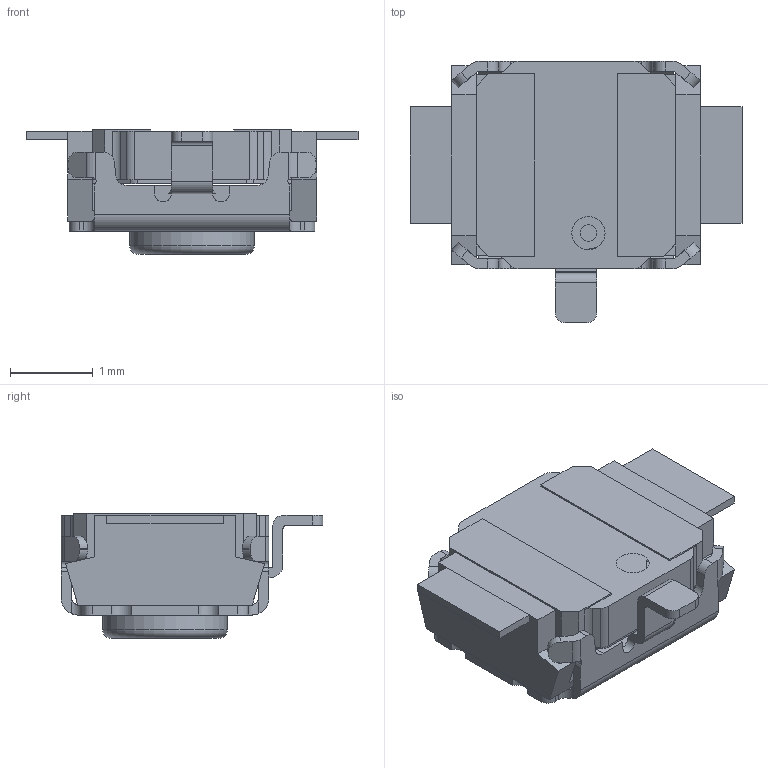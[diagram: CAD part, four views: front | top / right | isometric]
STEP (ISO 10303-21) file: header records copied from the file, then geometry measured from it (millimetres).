
FILE_DESCRIPTION(/* description */ (''),/* implementation_level */ '2;1');
FILE_NAME(/* name */ 'TL1017AABFxxxQG.stp',/* time_stamp */ '2025-06-04T09:27:39-05:00',/* author */ ('mroman'),/* organization */ (''),/* preprocessor_version */ 'ST-DEVELOPER v18.1',/* originating_system */ 'Autodesk Inventor 2022',/* authorisation */ '');
FILE_SCHEMA (('AUTOMOTIVE_DESIGN { 1 0 10303 214 3 1 1 }'));
Length unit declared in the file: centimetre
Products named in the file (1): TL1017AABFxxxQG
Bounding box: 4 x 3.15 x 1.5 mm (x, y, z)
Volume: 6.2 mm3; surface area: 61.5 mm2
Topology: 2 solids, 3 shells, 293 faces, 837 edges, 551 vertices
Faces by surface type: plane 182, cylinder 103, cone 6, torus 2
Full cylindrical faces by diameter (mm): 0.4 x1, 1.5 x1, 1.55 x1
Entity records: 9651 total; most frequent: CARTESIAN_POINT 1748, ORIENTED_EDGE 1674, DIRECTION 1645, EDGE_CURVE 837, LINE 593, VECTOR 593, VERTEX_POINT 551, AXIS2_PLACEMENT_3D 526
